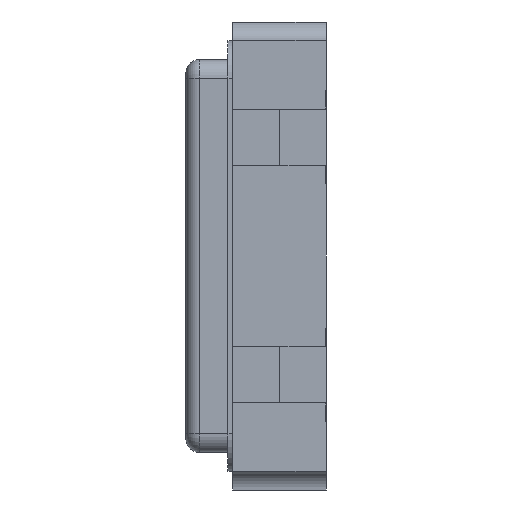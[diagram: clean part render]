
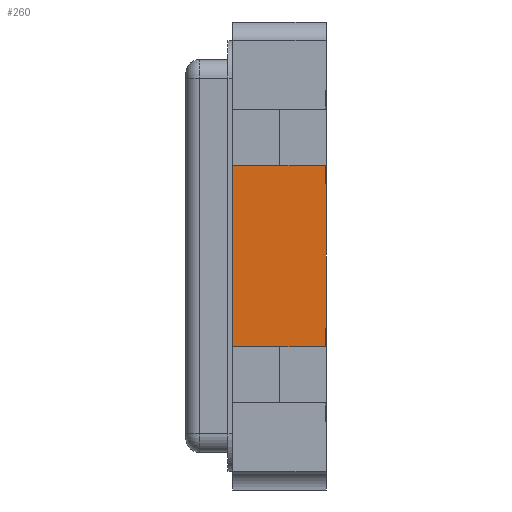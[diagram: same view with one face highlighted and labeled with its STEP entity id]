
A CAD part, left-side view. The second image highlights one B-rep face of the part: STEP entity #260.
In plain terms, the highlighted planar face has unit normal (-1, 0, 0).
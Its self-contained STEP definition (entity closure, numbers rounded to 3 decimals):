
#163 = VERTEX_POINT ( 'NONE', #2486 ) ;
#166 = VERTEX_POINT ( 'NONE', #3677 ) ;
#223 = VECTOR ( 'NONE', #3105, 1000. ) ;
#260 = ADVANCED_FACE ( 'NONE', ( #4496 ), #2052, .F. ) ;
#374 = EDGE_CURVE ( 'NONE', #2222, #166, #2684, .T. ) ;
#454 = DIRECTION ( 'NONE',  ( 0., -1., 0. ) ) ;
#520 = VECTOR ( 'NONE', #4160, 1000. ) ;
#527 = CARTESIAN_POINT ( 'NONE',  ( -3.5, 0.01, -0.97 ) ) ;
#682 = VECTOR ( 'NONE', #5244, 1000. ) ;
#912 = LINE ( 'NONE', #2112, #682 ) ;
#967 = DIRECTION ( 'NONE',  ( 0., -1., 0. ) ) ;
#970 = EDGE_CURVE ( 'NONE', #163, #5199, #2803, .T. ) ;
#977 = DIRECTION ( 'NONE',  ( 0., 0., 1. ) ) ;
#1066 = LINE ( 'NONE', #527, #3302 ) ;
#1081 = VECTOR ( 'NONE', #3532, 1000. ) ;
#1370 = CARTESIAN_POINT ( 'NONE',  ( -3.5, 1., -0.97 ) ) ;
#1510 = ORIENTED_EDGE ( 'NONE', *, *, #5190, .T. ) ;
#1561 = CARTESIAN_POINT ( 'NONE',  ( -3.5, 1., 2.5 ) ) ;
#1585 = VECTOR ( 'NONE', #454, 1000. ) ;
#1606 = VECTOR ( 'NONE', #4699, 1000. ) ;
#1610 = ORIENTED_EDGE ( 'NONE', *, *, #4420, .T. ) ;
#1831 = EDGE_LOOP ( 'NONE', ( #3818, #1610, #4674, #1510, #4813, #1991, #2176, #5323 ) ) ;
#1918 = VECTOR ( 'NONE', #967, 1000. ) ;
#1991 = ORIENTED_EDGE ( 'NONE', *, *, #3393, .T. ) ;
#2052 = PLANE ( 'NONE',  #3248 ) ;
#2112 = CARTESIAN_POINT ( 'NONE',  ( -3.5, 0., 2.5 ) ) ;
#2176 = ORIENTED_EDGE ( 'NONE', *, *, #4524, .F. ) ;
#2222 = VERTEX_POINT ( 'NONE', #1370 ) ;
#2294 = CARTESIAN_POINT ( 'NONE',  ( -3.5, 1., -0.97 ) ) ;
#2349 = CARTESIAN_POINT ( 'NONE',  ( -3.5, 0.01, -0.97 ) ) ;
#2486 = CARTESIAN_POINT ( 'NONE',  ( -3.5, 0.01, 0.77 ) ) ;
#2504 = CARTESIAN_POINT ( 'NONE',  ( -3.5, 1., 2.5 ) ) ;
#2684 = LINE ( 'NONE', #1561, #1606 ) ;
#2757 = LINE ( 'NONE', #3084, #223 ) ;
#2803 = LINE ( 'NONE', #3103, #1585 ) ;
#2913 = VERTEX_POINT ( 'NONE', #4942 ) ;
#2958 = DIRECTION ( 'NONE',  ( 0., 1., 0. ) ) ;
#3077 = CARTESIAN_POINT ( 'NONE',  ( -3.5, 0.01, 0.77 ) ) ;
#3084 = CARTESIAN_POINT ( 'NONE',  ( -3.5, 0.5, -0.77 ) ) ;
#3103 = CARTESIAN_POINT ( 'NONE',  ( -3.5, 0.5, 0.77 ) ) ;
#3105 = DIRECTION ( 'NONE',  ( 0., -1., 0. ) ) ;
#3106 = LINE ( 'NONE', #2294, #1918 ) ;
#3248 = AXIS2_PLACEMENT_3D ( 'NONE', #2504, #5620, #2958 ) ;
#3270 = CARTESIAN_POINT ( 'NONE',  ( -3.5, 0., -0.77 ) ) ;
#3302 = VECTOR ( 'NONE', #977, 1000. ) ;
#3393 = EDGE_CURVE ( 'NONE', #163, #4579, #4649, .T. ) ;
#3532 = DIRECTION ( 'NONE',  ( 0., 0., 1. ) ) ;
#3657 = EDGE_CURVE ( 'NONE', #2222, #4504, #3106, .T. ) ;
#3677 = CARTESIAN_POINT ( 'NONE',  ( -3.5, 1., 0.97 ) ) ;
#3701 = CARTESIAN_POINT ( 'NONE',  ( -3.5, 1., 0.97 ) ) ;
#3818 = ORIENTED_EDGE ( 'NONE', *, *, #3657, .T. ) ;
#4089 = LINE ( 'NONE', #3701, #520 ) ;
#4160 = DIRECTION ( 'NONE',  ( 0., -1., 0. ) ) ;
#4204 = EDGE_CURVE ( 'NONE', #2913, #4314, #2757, .T. ) ;
#4314 = VERTEX_POINT ( 'NONE', #3270 ) ;
#4347 = CARTESIAN_POINT ( 'NONE',  ( -3.5, 0., 0.77 ) ) ;
#4420 = EDGE_CURVE ( 'NONE', #4504, #2913, #1066, .T. ) ;
#4496 = FACE_OUTER_BOUND ( 'NONE', #1831, .T. ) ;
#4504 = VERTEX_POINT ( 'NONE', #2349 ) ;
#4524 = EDGE_CURVE ( 'NONE', #166, #4579, #4089, .T. ) ;
#4579 = VERTEX_POINT ( 'NONE', #5501 ) ;
#4649 = LINE ( 'NONE', #3077, #1081 ) ;
#4674 = ORIENTED_EDGE ( 'NONE', *, *, #4204, .T. ) ;
#4699 = DIRECTION ( 'NONE',  ( 0., 0., 1. ) ) ;
#4813 = ORIENTED_EDGE ( 'NONE', *, *, #970, .F. ) ;
#4942 = CARTESIAN_POINT ( 'NONE',  ( -3.5, 0.01, -0.77 ) ) ;
#5190 = EDGE_CURVE ( 'NONE', #4314, #5199, #912, .T. ) ;
#5199 = VERTEX_POINT ( 'NONE', #4347 ) ;
#5244 = DIRECTION ( 'NONE',  ( 0., 0., 1. ) ) ;
#5323 = ORIENTED_EDGE ( 'NONE', *, *, #374, .F. ) ;
#5501 = CARTESIAN_POINT ( 'NONE',  ( -3.5, 0.01, 0.97 ) ) ;
#5620 = DIRECTION ( 'NONE',  ( 1., 0., 0. ) ) ;
